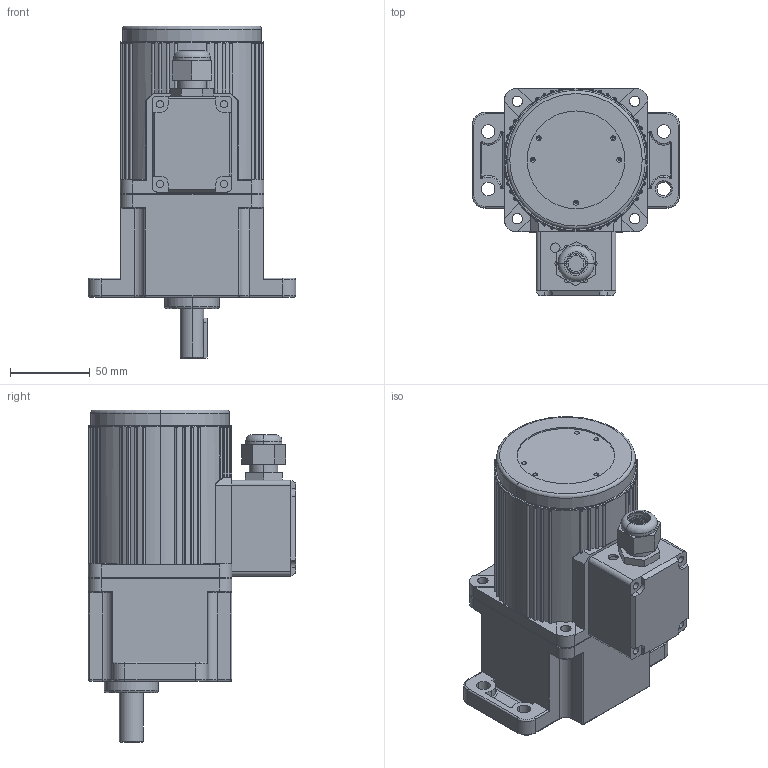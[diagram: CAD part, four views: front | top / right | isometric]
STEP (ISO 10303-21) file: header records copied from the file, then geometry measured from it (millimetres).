
FILE_DESCRIPTION (( 'STEP AP203' ), '1' );
FILE_NAME ('5IK40-T+5GU3-750K.STEP', '2020-01-09T03:49:49', ( 'Sky123.Org' ), ( 'Sky123.Org' ), 'SwSTEP 2.0', 'SolidWorks 2014', '' );
FILE_SCHEMA (( 'CONFIG_CONTROL_DESIGN' ));
Length unit declared in the file: millimetre
Products named in the file (8): NPT1-2つ踡芛; NPT1-2萇擢芛蚾饜极; 5GU3-750K; 5IK40-T+5GU3-750K; 5IK40A; 峚倰萇儂諉盄碟02; NPT1-2萇擢芛
Assembly tree (7 placements, depth 3):
  5IK40-T+5GU3-750K
    5IK40A
    峚倰萇儂諉盄碟02
    NPT1-2萇擢芛蚾饜极
      NPT1-2萇擢芛
      NPT1-2つ踡芛
    5GU3-750K
      5GU3-750K
Bounding box: 130 x 130 x 208 mm (x, y, z)
Volume: 1216062.5 mm3; surface area: 133754.5 mm2
Topology: 5 solids, 5 shells, 738 faces, 1889 edges, 1175 vertices
Faces by surface type: cylinder 279, plane 263, torus 150, cone 32, sphere 8, bspline 6
Entity records: 24348 total; most frequent: CARTESIAN_POINT 5251, DIRECTION 4069, ORIENTED_EDGE 3754, EDGE_CURVE 1877, AXIS2_PLACEMENT_3D 1625, VERTEX_POINT 1175, CIRCLE 881, LINE 819
